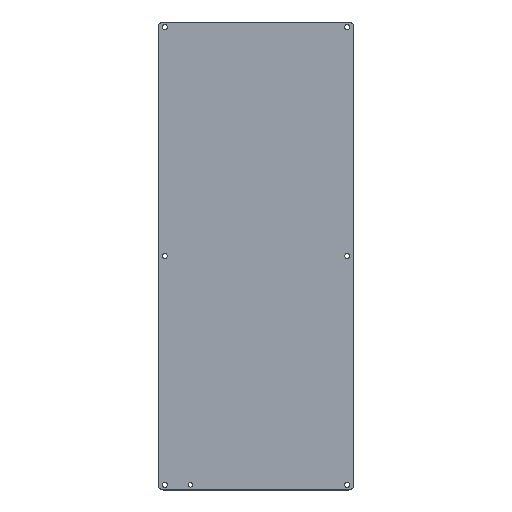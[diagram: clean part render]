
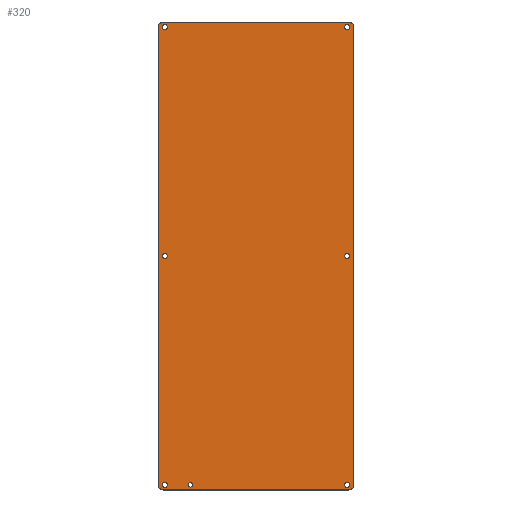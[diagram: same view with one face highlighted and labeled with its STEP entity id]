
A CAD part, top view. The second image highlights one B-rep face of the part: STEP entity #320.
In plain terms, the highlighted planar face has unit normal (0, 0, 1).
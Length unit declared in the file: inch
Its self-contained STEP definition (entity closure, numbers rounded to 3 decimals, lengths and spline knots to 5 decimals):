
#1 = CIRCLE ( 'NONE', #261, 0.125 ) ;
#8 = AXIS2_PLACEMENT_3D ( 'NONE', #14, #117, #534 ) ;
#10 = DIRECTION ( 'NONE',  ( 0., -1., 0. ) ) ;
#12 = ORIENTED_EDGE ( 'NONE', *, *, #466, .F. ) ;
#14 = CARTESIAN_POINT ( 'NONE',  ( -3.1875, -11.125, 0. ) ) ;
#18 = CARTESIAN_POINT ( 'NONE',  ( 4.5, -11.375, 0. ) ) ;
#19 = VERTEX_POINT ( 'NONE', #391 ) ;
#20 = VECTOR ( 'NONE', #10, 39.37008 ) ;
#21 = CARTESIAN_POINT ( 'NONE',  ( 0., 11.375, 0. ) ) ;
#25 = FACE_BOUND ( 'NONE', #611, .T. ) ;
#30 = DIRECTION ( 'NONE',  ( 0., 0., -1. ) ) ;
#36 = FACE_BOUND ( 'NONE', #54, .T. ) ;
#38 = DIRECTION ( 'NONE',  ( -1., 0., 0. ) ) ;
#43 = ORIENTED_EDGE ( 'NONE', *, *, #144, .T. ) ;
#48 = ORIENTED_EDGE ( 'NONE', *, *, #225, .F. ) ;
#52 = EDGE_CURVE ( 'NONE', #472, #239, #538, .T. ) ;
#54 = EDGE_LOOP ( 'NONE', ( #613 ) ) ;
#62 = CARTESIAN_POINT ( 'NONE',  ( 4.5625, -11.125, 0. ) ) ;
#63 = DIRECTION ( 'NONE',  ( 1., 0., 0. ) ) ;
#66 = CARTESIAN_POINT ( 'NONE',  ( -4.4375, 0., 0. ) ) ;
#77 = FACE_BOUND ( 'NONE', #344, .T. ) ;
#80 = CARTESIAN_POINT ( 'NONE',  ( 4.5625, 0., 0. ) ) ;
#82 = DIRECTION ( 'NONE',  ( 0., 0., -1. ) ) ;
#90 = ORIENTED_EDGE ( 'NONE', *, *, #480, .T. ) ;
#93 = EDGE_LOOP ( 'NONE', ( #90 ) ) ;
#100 = EDGE_LOOP ( 'NONE', ( #470, #48, #246, #408, #12, #516, #220, #123 ) ) ;
#101 = ORIENTED_EDGE ( 'NONE', *, *, #517, .T. ) ;
#107 = VERTEX_POINT ( 'NONE', #215 ) ;
#117 = DIRECTION ( 'NONE',  ( 0., 0., -1. ) ) ;
#120 = CARTESIAN_POINT ( 'NONE',  ( 0., 0., 0. ) ) ;
#123 = ORIENTED_EDGE ( 'NONE', *, *, #555, .F. ) ;
#126 = PLANE ( 'NONE',  #484 ) ;
#128 = DIRECTION ( 'NONE',  ( 1., 0., 0. ) ) ;
#130 = CARTESIAN_POINT ( 'NONE',  ( -3.07837, -11.125, 0. ) ) ;
#132 = FACE_BOUND ( 'NONE', #421, .T. ) ;
#133 = CARTESIAN_POINT ( 'NONE',  ( 4.5625, 11.125, 0. ) ) ;
#137 = AXIS2_PLACEMENT_3D ( 'NONE', #395, #162, #63 ) ;
#144 = EDGE_CURVE ( 'NONE', #369, #369, #190, .T. ) ;
#146 = ORIENTED_EDGE ( 'NONE', *, *, #169, .T. ) ;
#148 = CIRCLE ( 'NONE', #8, 0.10913 ) ;
#154 = VERTEX_POINT ( 'NONE', #348 ) ;
#155 = CARTESIAN_POINT ( 'NONE',  ( 4.4375, -11.125, 0. ) ) ;
#160 = CARTESIAN_POINT ( 'NONE',  ( -4.5, -11.375, 0. ) ) ;
#162 = DIRECTION ( 'NONE',  ( 0., 0., -1. ) ) ;
#167 = DIRECTION ( 'NONE',  ( 0., 1., 0. ) ) ;
#169 = EDGE_CURVE ( 'NONE', #315, #315, #1, .T. ) ;
#171 = CARTESIAN_POINT ( 'NONE',  ( -4.3125, 0., 0. ) ) ;
#190 = CIRCLE ( 'NONE', #382, 0.125 ) ;
#195 = ORIENTED_EDGE ( 'NONE', *, *, #566, .T. ) ;
#202 = EDGE_CURVE ( 'NONE', #550, #550, #342, .T. ) ;
#204 = CIRCLE ( 'NONE', #551, 0.125 ) ;
#207 = DIRECTION ( 'NONE',  ( 1., 0., 0. ) ) ;
#209 = CARTESIAN_POINT ( 'NONE',  ( -4.5, -11.125, 0. ) ) ;
#211 = LINE ( 'NONE', #591, #460 ) ;
#215 = CARTESIAN_POINT ( 'NONE',  ( 4.75, 11.125, 0. ) ) ;
#218 = DIRECTION ( 'NONE',  ( 1., 0., 0. ) ) ;
#220 = ORIENTED_EDGE ( 'NONE', *, *, #321, .F. ) ;
#223 = DIRECTION ( 'NONE',  ( 0., 0., -1. ) ) ;
#225 = EDGE_CURVE ( 'NONE', #233, #533, #290, .T. ) ;
#231 = FACE_OUTER_BOUND ( 'NONE', #100, .T. ) ;
#233 = VERTEX_POINT ( 'NONE', #160 ) ;
#239 = VERTEX_POINT ( 'NONE', #18 ) ;
#242 = EDGE_CURVE ( 'NONE', #533, #154, #211, .T. ) ;
#246 = ORIENTED_EDGE ( 'NONE', *, *, #612, .F. ) ;
#247 = CARTESIAN_POINT ( 'NONE',  ( -4.75, -11.125, 0. ) ) ;
#248 = CIRCLE ( 'NONE', #137, 0.25 ) ;
#249 = AXIS2_PLACEMENT_3D ( 'NONE', #155, #347, #300 ) ;
#252 = CARTESIAN_POINT ( 'NONE',  ( 4.4375, 0., 0. ) ) ;
#253 = DIRECTION ( 'NONE',  ( 1., 0., 0. ) ) ;
#254 = VERTEX_POINT ( 'NONE', #80 ) ;
#256 = DIRECTION ( 'NONE',  ( 0., 0., -1. ) ) ;
#257 = VERTEX_POINT ( 'NONE', #62 ) ;
#260 = DIRECTION ( 'NONE',  ( 0., 0., -1. ) ) ;
#261 = AXIS2_PLACEMENT_3D ( 'NONE', #451, #260, #584 ) ;
#270 = DIRECTION ( 'NONE',  ( 1., 0., 0. ) ) ;
#290 = CIRCLE ( 'NONE', #304, 0.25 ) ;
#300 = DIRECTION ( 'NONE',  ( 1., 0., 0. ) ) ;
#303 = DIRECTION ( 'NONE',  ( 0., 0., -1. ) ) ;
#304 = AXIS2_PLACEMENT_3D ( 'NONE', #209, #390, #207 ) ;
#308 = CARTESIAN_POINT ( 'NONE',  ( 4.75, 0., 0. ) ) ;
#311 = CARTESIAN_POINT ( 'NONE',  ( -4.5, 11.375, 0. ) ) ;
#315 = VERTEX_POINT ( 'NONE', #561 ) ;
#318 = AXIS2_PLACEMENT_3D ( 'NONE', #548, #30, #253 ) ;
#320 = ADVANCED_FACE ( 'NONE', ( #132, #77, #326, #448, #36, #25, #510, #231 ), #126, .T. ) ;
#321 = EDGE_CURVE ( 'NONE', #427, #375, #406, .T. ) ;
#323 = LINE ( 'NONE', #604, #498 ) ;
#324 = CARTESIAN_POINT ( 'NONE',  ( 4.5, -11.125, 0. ) ) ;
#326 = FACE_BOUND ( 'NONE', #338, .T. ) ;
#327 = CARTESIAN_POINT ( 'NONE',  ( -4.5, 11.125, 0. ) ) ;
#338 = EDGE_LOOP ( 'NONE', ( #146 ) ) ;
#339 = AXIS2_PLACEMENT_3D ( 'NONE', #324, #364, #128 ) ;
#342 = CIRCLE ( 'NONE', #318, 0.125 ) ;
#344 = EDGE_LOOP ( 'NONE', ( #101 ) ) ;
#347 = DIRECTION ( 'NONE',  ( 0., 0., -1. ) ) ;
#348 = CARTESIAN_POINT ( 'NONE',  ( -4.75, 11.125, 0. ) ) ;
#364 = DIRECTION ( 'NONE',  ( 0., 0., -1. ) ) ;
#369 = VERTEX_POINT ( 'NONE', #171 ) ;
#374 = CIRCLE ( 'NONE', #249, 0.125 ) ;
#375 = VERTEX_POINT ( 'NONE', #593 ) ;
#382 = AXIS2_PLACEMENT_3D ( 'NONE', #66, #256, #544 ) ;
#384 = EDGE_CURVE ( 'NONE', #599, #599, #148, .T. ) ;
#390 = DIRECTION ( 'NONE',  ( 0., 0., -1. ) ) ;
#391 = CARTESIAN_POINT ( 'NONE',  ( -4.3125, 11.125, 0. ) ) ;
#395 = CARTESIAN_POINT ( 'NONE',  ( 4.5, 11.125, 0. ) ) ;
#406 = LINE ( 'NONE', #21, #539 ) ;
#408 = ORIENTED_EDGE ( 'NONE', *, *, #52, .F. ) ;
#413 = EDGE_LOOP ( 'NONE', ( #508 ) ) ;
#416 = DIRECTION ( 'NONE',  ( 1., 0., 0. ) ) ;
#421 = EDGE_LOOP ( 'NONE', ( #43 ) ) ;
#427 = VERTEX_POINT ( 'NONE', #311 ) ;
#432 = AXIS2_PLACEMENT_3D ( 'NONE', #252, #303, #574 ) ;
#440 = CARTESIAN_POINT ( 'NONE',  ( 4.75, -11.125, 0. ) ) ;
#443 = AXIS2_PLACEMENT_3D ( 'NONE', #327, #82, #503 ) ;
#448 = FACE_BOUND ( 'NONE', #413, .T. ) ;
#451 = CARTESIAN_POINT ( 'NONE',  ( -4.4375, -11.125, 0. ) ) ;
#454 = CARTESIAN_POINT ( 'NONE',  ( -4.4375, 11.125, 0. ) ) ;
#460 = VECTOR ( 'NONE', #167, 39.37008 ) ;
#466 = EDGE_CURVE ( 'NONE', #107, #472, #543, .T. ) ;
#469 = EDGE_CURVE ( 'NONE', #375, #107, #248, .T. ) ;
#470 = ORIENTED_EDGE ( 'NONE', *, *, #242, .F. ) ;
#472 = VERTEX_POINT ( 'NONE', #440 ) ;
#480 = EDGE_CURVE ( 'NONE', #257, #257, #374, .T. ) ;
#484 = AXIS2_PLACEMENT_3D ( 'NONE', #120, #556, #270 ) ;
#497 = CIRCLE ( 'NONE', #432, 0.125 ) ;
#498 = VECTOR ( 'NONE', #38, 39.37008 ) ;
#503 = DIRECTION ( 'NONE',  ( 1., 0., 0. ) ) ;
#508 = ORIENTED_EDGE ( 'NONE', *, *, #384, .T. ) ;
#510 = FACE_BOUND ( 'NONE', #93, .T. ) ;
#516 = ORIENTED_EDGE ( 'NONE', *, *, #469, .F. ) ;
#517 = EDGE_CURVE ( 'NONE', #254, #254, #497, .T. ) ;
#533 = VERTEX_POINT ( 'NONE', #247 ) ;
#534 = DIRECTION ( 'NONE',  ( 1., 0., 0. ) ) ;
#538 = CIRCLE ( 'NONE', #339, 0.25 ) ;
#539 = VECTOR ( 'NONE', #218, 39.37008 ) ;
#543 = LINE ( 'NONE', #308, #20 ) ;
#544 = DIRECTION ( 'NONE',  ( 1., 0., 0. ) ) ;
#548 = CARTESIAN_POINT ( 'NONE',  ( 4.4375, 11.125, 0. ) ) ;
#550 = VERTEX_POINT ( 'NONE', #133 ) ;
#551 = AXIS2_PLACEMENT_3D ( 'NONE', #454, #223, #416 ) ;
#555 = EDGE_CURVE ( 'NONE', #154, #427, #565, .T. ) ;
#556 = DIRECTION ( 'NONE',  ( 0., 0., 1. ) ) ;
#561 = CARTESIAN_POINT ( 'NONE',  ( -4.3125, -11.125, 0. ) ) ;
#565 = CIRCLE ( 'NONE', #443, 0.25 ) ;
#566 = EDGE_CURVE ( 'NONE', #19, #19, #204, .T. ) ;
#574 = DIRECTION ( 'NONE',  ( 1., 0., 0. ) ) ;
#584 = DIRECTION ( 'NONE',  ( 1., 0., 0. ) ) ;
#591 = CARTESIAN_POINT ( 'NONE',  ( -4.75, 0., 0. ) ) ;
#593 = CARTESIAN_POINT ( 'NONE',  ( 4.5, 11.375, 0. ) ) ;
#599 = VERTEX_POINT ( 'NONE', #130 ) ;
#604 = CARTESIAN_POINT ( 'NONE',  ( 0., -11.375, 0. ) ) ;
#611 = EDGE_LOOP ( 'NONE', ( #195 ) ) ;
#612 = EDGE_CURVE ( 'NONE', #239, #233, #323, .T. ) ;
#613 = ORIENTED_EDGE ( 'NONE', *, *, #202, .T. ) ;
